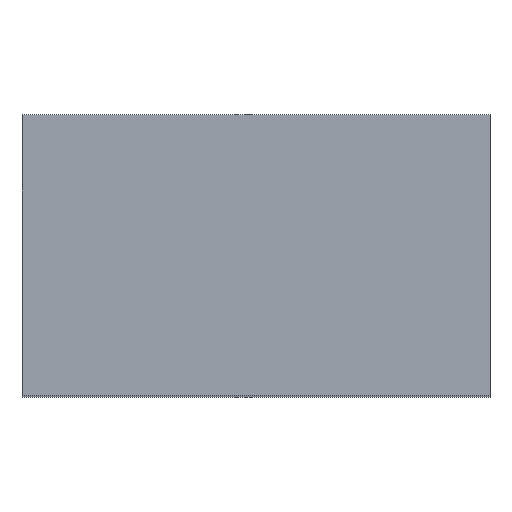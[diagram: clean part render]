
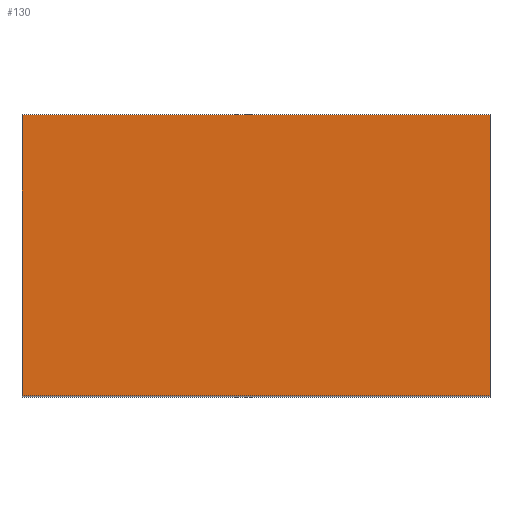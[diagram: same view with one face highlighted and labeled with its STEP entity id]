
A CAD part, top view. The second image highlights one B-rep face of the part: STEP entity #130.
In plain terms, the highlighted planar face has unit normal (0, 0, 1).
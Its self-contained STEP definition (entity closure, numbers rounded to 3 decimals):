
#18=PLANE('',#160);
#25=FACE_OUTER_BOUND('',#33,.T.);
#33=EDGE_LOOP('',(#106,#107,#108,#109));
#43=LINE('',#217,#56);
#44=LINE('',#220,#57);
#45=LINE('',#222,#58);
#46=LINE('',#223,#59);
#56=VECTOR('',#181,10.);
#57=VECTOR('',#184,10.);
#58=VECTOR('',#185,10.);
#59=VECTOR('',#186,10.);
#71=VERTEX_POINT('',#210);
#74=VERTEX_POINT('',#215);
#75=VERTEX_POINT('',#219);
#76=VERTEX_POINT('',#221);
#86=EDGE_CURVE('',#71,#74,#43,.T.);
#87=EDGE_CURVE('',#75,#71,#44,.T.);
#88=EDGE_CURVE('',#76,#74,#45,.T.);
#89=EDGE_CURVE('',#75,#76,#46,.T.);
#106=ORIENTED_EDGE('',*,*,#87,.T.);
#107=ORIENTED_EDGE('',*,*,#86,.T.);
#108=ORIENTED_EDGE('',*,*,#88,.F.);
#109=ORIENTED_EDGE('',*,*,#89,.F.);
#130=ADVANCED_FACE('',(#25),#18,.T.);
#160=AXIS2_PLACEMENT_3D('',#218,#182,#183);
#181=DIRECTION('',(0.,1.,0.));
#182=DIRECTION('center_axis',(0.,0.,1.));
#183=DIRECTION('ref_axis',(1.,0.,0.));
#184=DIRECTION('',(1.,0.,0.));
#185=DIRECTION('',(1.,0.,0.));
#186=DIRECTION('',(0.,1.,0.));
#210=CARTESIAN_POINT('',(0.,0.,0.));
#215=CARTESIAN_POINT('',(0.,6.,0.));
#217=CARTESIAN_POINT('',(0.,0.,0.));
#218=CARTESIAN_POINT('Origin',(-10.,0.,0.));
#219=CARTESIAN_POINT('',(-10.,0.,0.));
#220=CARTESIAN_POINT('',(-10.,0.,0.));
#221=CARTESIAN_POINT('',(-10.,6.,0.));
#222=CARTESIAN_POINT('',(-10.,6.,0.));
#223=CARTESIAN_POINT('',(-10.,0.,0.));
